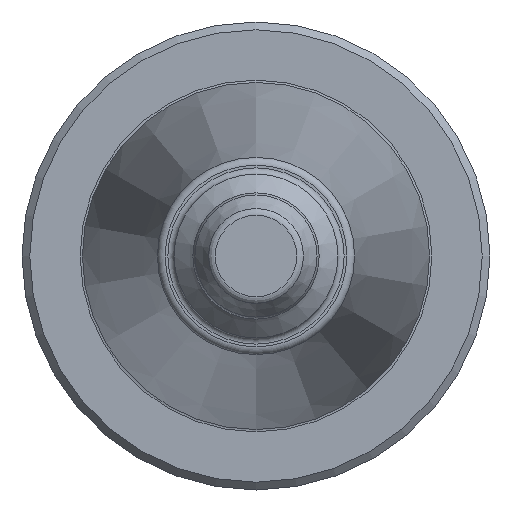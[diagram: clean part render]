
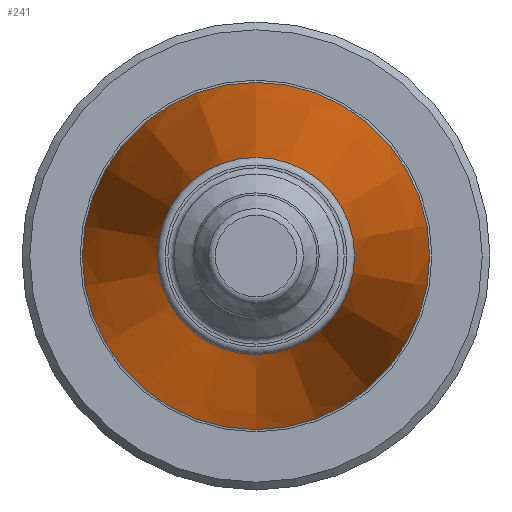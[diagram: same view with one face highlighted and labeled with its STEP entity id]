
A CAD part, left-side view. The second image highlights one B-rep face of the part: STEP entity #241.
In plain terms, the highlighted conical face has half-angle 8.297 degrees and reference radius 6.257 mm.
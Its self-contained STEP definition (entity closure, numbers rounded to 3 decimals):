
#241 = ADVANCED_FACE( '', ( #535, #536 ), #537, .T. );
#535 = FACE_BOUND( '', #853, .T. );
#536 = FACE_OUTER_BOUND( '', #854, .T. );
#537 = CONICAL_SURFACE( '', #855, 6.257, 0.145 );
#853 = EDGE_LOOP( '', ( #1392 ) );
#854 = EDGE_LOOP( '', ( #1393 ) );
#855 = AXIS2_PLACEMENT_3D( '', #1394, #1395, #1396 );
#1392 = ORIENTED_EDGE( '', *, *, #1742, .T. );
#1393 = ORIENTED_EDGE( '', *, *, #1643, .T. );
#1394 = CARTESIAN_POINT( '', ( -33.4, 0., 0. ) );
#1395 = DIRECTION( '', ( 1., 0., 0. ) );
#1396 = DIRECTION( '', ( 0., 0., -1. ) );
#1643 = EDGE_CURVE( '', #1936, #1936, #1937, .T. );
#1742 = EDGE_CURVE( '', #2073, #2073, #2074, .F. );
#1936 = VERTEX_POINT( '', #2343 );
#1937 = CIRCLE( '', #2344, 11.128 );
#2073 = VERTEX_POINT( '', #2527 );
#2074 = CIRCLE( '', #2528, 6.319 );
#2343 = CARTESIAN_POINT( '', ( 0., 0., 11.128 ) );
#2344 = AXIS2_PLACEMENT_3D( '', #2692, #2693, #2694 );
#2527 = CARTESIAN_POINT( '', ( -32.972, 0., 6.319 ) );
#2528 = AXIS2_PLACEMENT_3D( '', #2820, #2821, #2822 );
#2692 = CARTESIAN_POINT( '', ( 0., 0., 0. ) );
#2693 = DIRECTION( '', ( -1., 0., 0. ) );
#2694 = DIRECTION( '', ( 0., 0., 1. ) );
#2820 = CARTESIAN_POINT( '', ( -32.972, 0., 0. ) );
#2821 = DIRECTION( '', ( -1., 0., 0. ) );
#2822 = DIRECTION( '', ( 0., 0., 1. ) );
